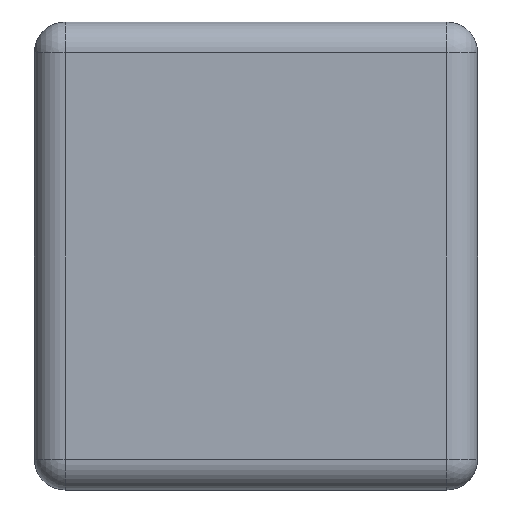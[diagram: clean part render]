
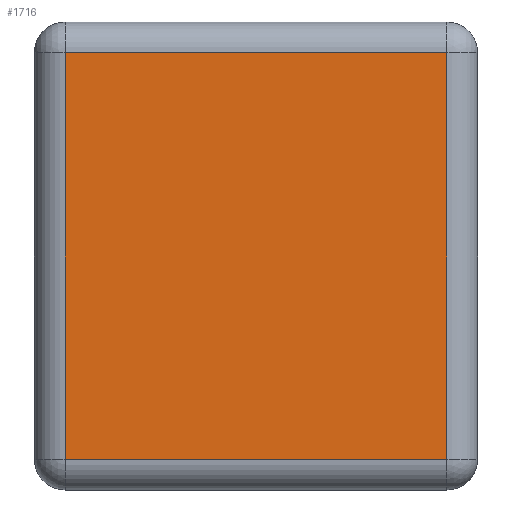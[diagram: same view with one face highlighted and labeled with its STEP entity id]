
A CAD part, left-side view. The second image highlights one B-rep face of the part: STEP entity #1716.
In plain terms, the highlighted face is planar.
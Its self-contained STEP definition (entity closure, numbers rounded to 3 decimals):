
#9 = LINE ( 'NONE', #876, #1643 ) ;
#42 = AXIS2_PLACEMENT_3D ( 'NONE', #860, #1948, #4459 ) ;
#412 = VECTOR ( 'NONE', #2985, 1000. ) ;
#609 = DIRECTION ( 'NONE',  ( 0., 0., 1. ) ) ;
#746 = ORIENTED_EDGE ( 'NONE', *, *, #2007, .T. ) ;
#860 = CARTESIAN_POINT ( 'NONE',  ( 0.1, 0., 0. ) ) ;
#876 = CARTESIAN_POINT ( 'NONE',  ( 0.1, 0.838, 0. ) ) ;
#909 = CARTESIAN_POINT ( 'NONE',  ( 0.1, 0.062, -0.888 ) ) ;
#977 = VERTEX_POINT ( 'NONE', #2088 ) ;
#1212 = VERTEX_POINT ( 'NONE', #2863 ) ;
#1320 = ORIENTED_EDGE ( 'NONE', *, *, #2551, .T. ) ;
#1409 = EDGE_CURVE ( 'NONE', #1212, #2063, #2037, .T. ) ;
#1643 = VECTOR ( 'NONE', #609, 1000. ) ;
#1668 = FACE_OUTER_BOUND ( 'NONE', #3513, .T. ) ;
#1716 = ADVANCED_FACE ( 'NONE', ( #1668 ), #2966, .F. ) ;
#1948 = DIRECTION ( 'NONE',  ( -1., 0., 0. ) ) ;
#2007 = EDGE_CURVE ( 'NONE', #2063, #977, #3553, .T. ) ;
#2037 = LINE ( 'NONE', #3814, #3277 ) ;
#2063 = VERTEX_POINT ( 'NONE', #909 ) ;
#2088 = CARTESIAN_POINT ( 'NONE',  ( 0.1, 0.838, -0.887 ) ) ;
#2107 = DIRECTION ( 'NONE',  ( 0., -1., 0. ) ) ;
#2123 = CARTESIAN_POINT ( 'NONE',  ( 0.1, 0.838, -0.062 ) ) ;
#2551 = EDGE_CURVE ( 'NONE', #977, #4450, #9, .T. ) ;
#2863 = CARTESIAN_POINT ( 'NONE',  ( 0.1, 0.062, -0.062 ) ) ;
#2966 = PLANE ( 'NONE',  #42 ) ;
#2984 = ORIENTED_EDGE ( 'NONE', *, *, #1409, .T. ) ;
#2985 = DIRECTION ( 'NONE',  ( 0., 1., 0. ) ) ;
#3277 = VECTOR ( 'NONE', #4522, 1000. ) ;
#3402 = ORIENTED_EDGE ( 'NONE', *, *, #3960, .T. ) ;
#3513 = EDGE_LOOP ( 'NONE', ( #2984, #746, #1320, #3402 ) ) ;
#3553 = LINE ( 'NONE', #4423, #412 ) ;
#3570 = CARTESIAN_POINT ( 'NONE',  ( 0.1, 0., -0.062 ) ) ;
#3814 = CARTESIAN_POINT ( 'NONE',  ( 0.1, 0.062, 0. ) ) ;
#3960 = EDGE_CURVE ( 'NONE', #4450, #1212, #4162, .T. ) ;
#4162 = LINE ( 'NONE', #3570, #4305 ) ;
#4305 = VECTOR ( 'NONE', #2107, 1000. ) ;
#4423 = CARTESIAN_POINT ( 'NONE',  ( 0.1, 0., -0.888 ) ) ;
#4450 = VERTEX_POINT ( 'NONE', #2123 ) ;
#4459 = DIRECTION ( 'NONE',  ( 0., 0., 1. ) ) ;
#4522 = DIRECTION ( 'NONE',  ( 0., 0., -1. ) ) ;
